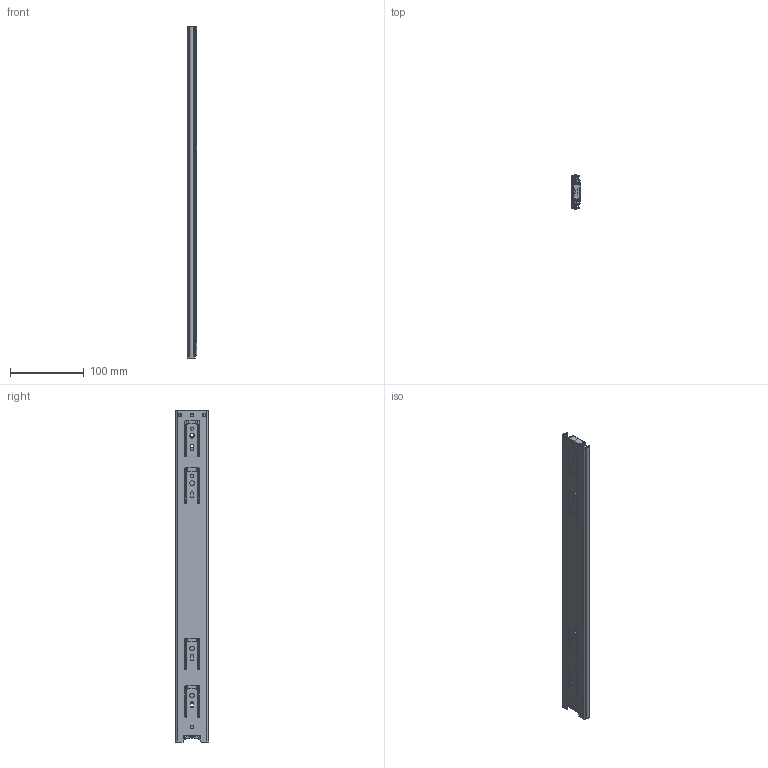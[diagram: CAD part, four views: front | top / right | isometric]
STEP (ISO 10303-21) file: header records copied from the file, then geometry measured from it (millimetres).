
FILE_DESCRIPTION (( 'STEP AP214' ), '1' );
FILE_NAME ('FR_5000.450mm_18inch_close.STEP', '2022-10-11T12:56:21', ( '' ), ( '' ), 'SwSTEP 2.0', 'SolidWorks 2020', '' );
FILE_SCHEMA (( 'AUTOMOTIVE_DESIGN' ));
Length unit declared in the file: millimetre
Products named in the file (11): 5000.XXX-03.T200_NL  450; FR 5000 AT RIVET; FR 5000 AT TRIGGER; 5000.XXX-01.T200_NL  450; 5000.XXX-02.T200_NL  450; 5000 MIDDLE STOP NEW; FR_5000.450mm_18inch_close; FR 5000 AT DETENT
Assembly tree (10 placements, depth 3):
  FR_5000.450mm_18inch_close
    5000.XXX-01.T200_NL  450
      5000.XXX-01.T200_NL  450
      FR 5000 AT DETENT
    5000.XXX-03.T200_NL  450
      5000.XXX-03.T200_NL  450
      FR 5000 AT TRIGGER
      FR 5000 AT RIVET
    5000.XXX-02.T200_NL  450
      5000.XXX-02.T200_NL  450
      5000 MIDDLE STOP NEW
Bounding box: 12.8 x 45.7 x 450 mm (x, y, z)
Volume: 84237.2 mm3; surface area: 137253 mm2
Topology: 7 solids, 7 shells, 706 faces, 1845 edges, 1155 vertices
Faces by surface type: plane 390, cylinder 296, bspline 8, torus 8, cone 4
Entity records: 22406 total; most frequent: CARTESIAN_POINT 4202, DIRECTION 3843, ORIENTED_EDGE 3686, EDGE_CURVE 1843, AXIS2_PLACEMENT_3D 1345, VERTEX_POINT 1155, LINE 1153, VECTOR 1153
